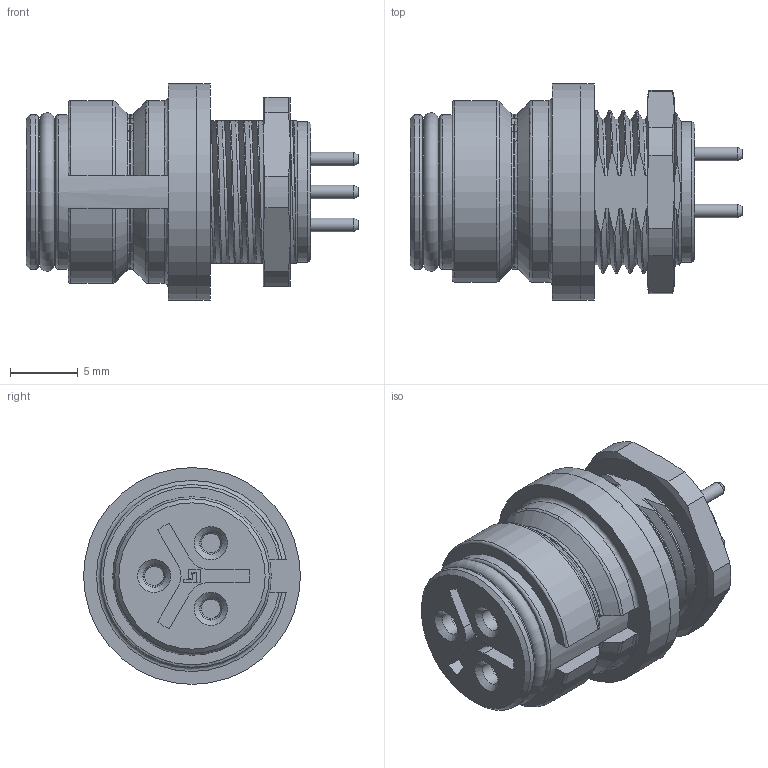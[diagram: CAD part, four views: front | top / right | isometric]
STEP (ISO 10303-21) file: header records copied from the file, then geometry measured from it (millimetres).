
FILE_DESCRIPTION(/* description */ (''),/* implementation_level */ '2;1');
FILE_NAME(/* name */ '99 9108 090 03 001_00-FD_tl_720.stp',/* time_stamp */ '2018-01-04T15:31:50+01:00',/* author */ (''),/* organization */ (''),/* preprocessor_version */ 'ST-DEVELOPER v16',/* originating_system */ 'SIEMENS PLM Software NX 11.0',/* authorisation */ '');
FILE_SCHEMA (('AUTOMOTIVE_DESIGN { 1 0 10303 214 3 1 1 1 }'));
Length unit declared in the file: millimetre
Products named in the file (1): cerl1CD4484E1aaz
Bounding box: 24.5 x 16 x 16 mm (x, y, z)
Volume: 2644.3 mm3; surface area: 2429.9 mm2
Topology: 2 solids, 2 shells, 246 faces, 624 edges, 401 vertices
Faces by surface type: plane 92, cylinder 72, cone 41, bspline 30, torus 11
Full cylindrical faces by diameter (mm): 1 x3, 1.6 x3, 1.65 x3, 2.3 x3, 2.45 x3, 9.8 x2, 10.4 x1, 11.4 x2, 11.9 x1, 15.98 x1, 16 x1
Entity records: 15115 total; most frequent: CARTESIAN_POINT 9719, ORIENTED_EDGE 1130, DIRECTION 1006, EDGE_CURVE 565, AXIS2_PLACEMENT_3D 404, VERTEX_POINT 381, EDGE_LOOP 306, ADVANCED_FACE 245
